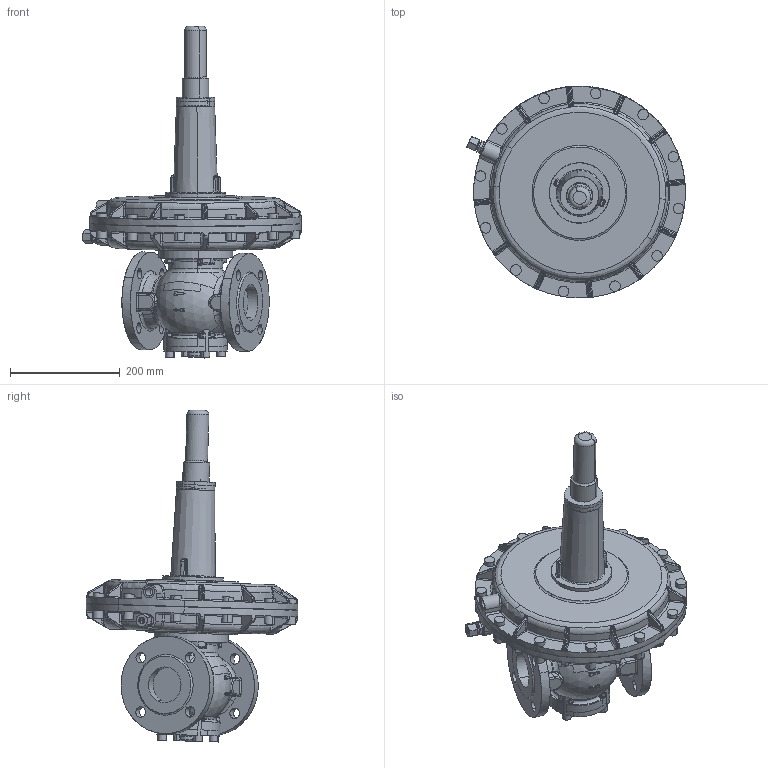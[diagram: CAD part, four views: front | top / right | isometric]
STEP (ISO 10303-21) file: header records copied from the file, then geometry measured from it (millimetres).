
FILE_DESCRIPTION(('CATIA V5 STEP Exchange'),'2;1');
FILE_NAME('R101 DN065 390 HDS ANSI.stp','2023-05-11T11:42:25+00:00',('none'),('none'),'CATIA Version 5-6 Release 2018 SP2','CATIA V5 STEP AP203','none');
FILE_SCHEMA(('CONFIG_CONTROL_DESIGN'));
Products named in the file (2): Product1; Produkt1
Assembly tree (5 placements, depth 3):
  Product1
    #57
    Produkt1
      #82283
      #83204
    #83887
Bounding box: 397.81 x 385.36 x 603.77 mm (x, y, z)
Volume: 12981301.6 mm3; surface area: 686338.6 mm2
Topology: 5 solids, 14 shells, 1921 faces, 4639 edges, 2683 vertices
Faces by surface type: cylinder 542, bspline 471, torus 468, plane 255, sphere 93, cone 88, revolution 4
Entity records: 85569 total; most frequent: CARTESIAN_POINT 49913, ORIENTED_EDGE 9040, EDGE_CURVE 4520, DIRECTION 4172, VERTEX_POINT 2683, AXIS2_PLACEMENT_3D 2531, EDGE_LOOP 2007, ADVANCED_FACE 1921
